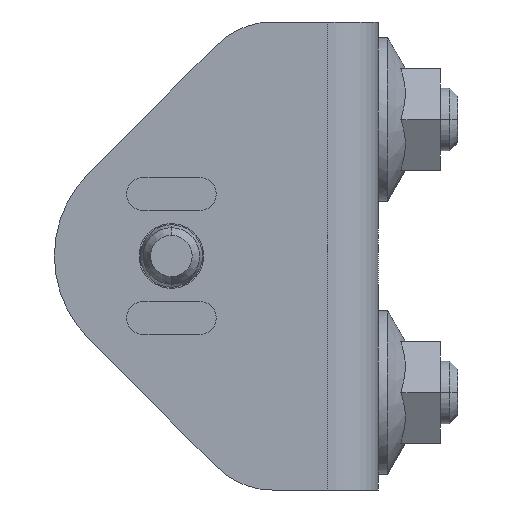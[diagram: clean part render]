
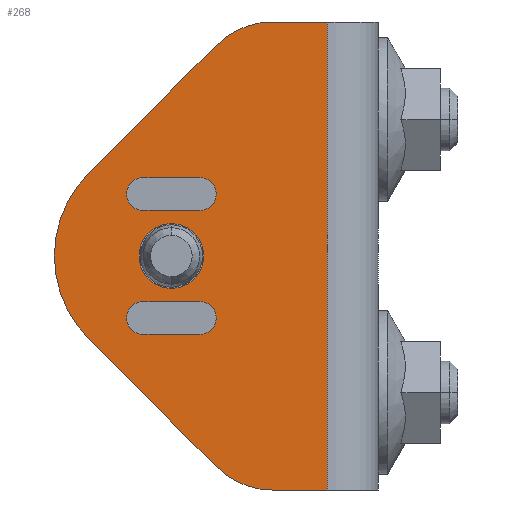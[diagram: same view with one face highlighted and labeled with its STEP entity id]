
A CAD part, left-side view. The second image highlights one B-rep face of the part: STEP entity #268.
In plain terms, the highlighted planar face has unit normal (-1, 0, 0).
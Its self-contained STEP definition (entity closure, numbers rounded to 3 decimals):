
#268=ADVANCED_FACE('NONE',(#649,#650,#651,#652),#653,.T.);
#649=FACE_OUTER_BOUND('',#1150,.T.);
#650=FACE_BOUND('',#1151,.T.);
#651=FACE_BOUND('',#1152,.T.);
#652=FACE_BOUND('',#1153,.T.);
#653=PLANE('',#1154);
#1150=EDGE_LOOP('',(#1897,#1898,#1899,#1900,#1901,#1902,#1903,#1904,#1905));
#1151=EDGE_LOOP('',(#1906,#1907));
#1152=EDGE_LOOP('',(#1908,#1909,#1910,#1911,#1912,#1913));
#1153=EDGE_LOOP('',(#1914,#1915,#1916,#1917,#1918,#1919));
#1154=AXIS2_PLACEMENT_3D('',#1920,#1921,#1922);
#1897=ORIENTED_EDGE('',*,*,#3158,.T.);
#1898=ORIENTED_EDGE('',*,*,#3169,.F.);
#1899=ORIENTED_EDGE('',*,*,#3170,.F.);
#1900=ORIENTED_EDGE('',*,*,#3171,.F.);
#1901=ORIENTED_EDGE('',*,*,#3172,.T.);
#1902=ORIENTED_EDGE('',*,*,#3166,.T.);
#1903=ORIENTED_EDGE('',*,*,#3163,.T.);
#1904=ORIENTED_EDGE('',*,*,#3001,.T.);
#1905=ORIENTED_EDGE('',*,*,#3161,.T.);
#1906=ORIENTED_EDGE('',*,*,#3154,.T.);
#1907=ORIENTED_EDGE('',*,*,#3074,.T.);
#1908=ORIENTED_EDGE('',*,*,#3134,.T.);
#1909=ORIENTED_EDGE('',*,*,#3136,.T.);
#1910=ORIENTED_EDGE('',*,*,#3019,.T.);
#1911=ORIENTED_EDGE('',*,*,#3129,.T.);
#1912=ORIENTED_EDGE('',*,*,#3131,.T.);
#1913=ORIENTED_EDGE('',*,*,#3088,.T.);
#1914=ORIENTED_EDGE('',*,*,#3124,.T.);
#1915=ORIENTED_EDGE('',*,*,#3093,.T.);
#1916=ORIENTED_EDGE('',*,*,#3126,.T.);
#1917=ORIENTED_EDGE('',*,*,#3118,.T.);
#1918=ORIENTED_EDGE('',*,*,#3024,.T.);
#1919=ORIENTED_EDGE('',*,*,#3122,.T.);
#1920=CARTESIAN_POINT('',(0.0,-26.5,30.0));
#1921=DIRECTION('',(-1.0,0.,0.));
#1922=DIRECTION('',(0.,1.0,0.0));
#3001=EDGE_CURVE('NONE',#3592,#3589,#3593,.T.);
#3019=EDGE_CURVE('NONE',#3619,#3623,#3625,.T.);
#3024=EDGE_CURVE('NONE',#3628,#3632,#3634,.T.);
#3074=EDGE_CURVE('NONE',#3725,#3726,#3727,.T.);
#3088=EDGE_CURVE('NONE',#3748,#3749,#3750,.T.);
#3093=EDGE_CURVE('NONE',#3757,#3758,#3759,.T.);
#3118=EDGE_CURVE('NONE',#3794,#3628,#3795,.T.);
#3122=EDGE_CURVE('NONE',#3632,#3798,#3800,.T.);
#3124=EDGE_CURVE('NONE',#3798,#3757,#3802,.T.);
#3126=EDGE_CURVE('NONE',#3758,#3794,#3804,.T.);
#3129=EDGE_CURVE('NONE',#3623,#3806,#3808,.T.);
#3131=EDGE_CURVE('NONE',#3806,#3748,#3810,.T.);
#3134=EDGE_CURVE('NONE',#3749,#3812,#3814,.T.);
#3136=EDGE_CURVE('NONE',#3812,#3619,#3816,.T.);
#3154=EDGE_CURVE('NONE',#3726,#3725,#3836,.T.);
#3158=EDGE_CURVE('NONE',#3841,#3839,#3842,.T.);
#3161=EDGE_CURVE('NONE',#3589,#3841,#3845,.T.);
#3163=EDGE_CURVE('NONE',#3847,#3592,#3848,.T.);
#3166=EDGE_CURVE('NONE',#3851,#3847,#3852,.T.);
#3169=EDGE_CURVE('NONE',#3855,#3839,#3856,.T.);
#3170=EDGE_CURVE('NONE',#3857,#3855,#3858,.T.);
#3171=EDGE_CURVE('NONE',#3859,#3857,#3860,.T.);
#3172=EDGE_CURVE('NONE',#3859,#3851,#3861,.T.);
#3589=VERTEX_POINT('',#4438);
#3592=VERTEX_POINT('NONE',#4442);
#3593=CIRCLE('',#4443,15.0);
#3619=VERTEX_POINT('',#4474);
#3623=VERTEX_POINT('NONE',#4479);
#3625=CIRCLE('',#4482,2.1);
#3628=VERTEX_POINT('',#4485);
#3632=VERTEX_POINT('NONE',#4490);
#3634=CIRCLE('',#4493,2.1);
#3725=VERTEX_POINT('NONE',#4605);
#3726=VERTEX_POINT('NONE',#4606);
#3727=CIRCLE('',#4607,4.15);
#3748=VERTEX_POINT('NONE',#4634);
#3749=VERTEX_POINT('NONE',#4635);
#3750=CIRCLE('',#4636,2.1);
#3757=VERTEX_POINT('NONE',#4645);
#3758=VERTEX_POINT('NONE',#4646);
#3759=CIRCLE('',#4647,2.1);
#3794=VERTEX_POINT('NONE',#4692);
#3795=CIRCLE('',#4693,2.1);
#3798=VERTEX_POINT('NONE',#4697);
#3800=LINE('',#4700,#4701);
#3802=CIRCLE('',#4703,2.1);
#3804=LINE('',#4705,#4706);
#3806=VERTEX_POINT('NONE',#4708);
#3808=LINE('',#4711,#4712);
#3810=CIRCLE('',#4714,2.1);
#3812=VERTEX_POINT('NONE',#4716);
#3814=LINE('',#4719,#4720);
#3816=CIRCLE('',#4722,2.1);
#3836=CIRCLE('',#4748,4.15);
#3839=VERTEX_POINT('NONE',#4751);
#3841=VERTEX_POINT('NONE',#4754);
#3842=LINE('',#4755,#4756);
#3845=CIRCLE('',#4760,15.0);
#3847=VERTEX_POINT('NONE',#4762);
#3848=LINE('',#4763,#4764);
#3851=VERTEX_POINT('NONE',#4768);
#3852=CIRCLE('',#4769,10.0);
#3855=VERTEX_POINT('NONE',#4773);
#3856=CIRCLE('',#4774,10.0);
#3857=VERTEX_POINT('NONE',#4775);
#3858=LINE('',#4776,#4777);
#3859=VERTEX_POINT('NONE',#4778);
#3860=LINE('',#4779,#4780);
#3861=LINE('',#4781,#4782);
#4438=CARTESIAN_POINT('',(0.,15.0,0.));
#4442=CARTESIAN_POINT('',(0.,10.607,10.607));
#4443=AXIS2_PLACEMENT_3D('',#5679,#5680,#5681);
#4474=CARTESIAN_POINT('',(0.,5.75,-7.95));
#4479=CARTESIAN_POINT('',(0.,3.65,-5.85));
#4482=AXIS2_PLACEMENT_3D('',#5710,#5711,#5712);
#4485=CARTESIAN_POINT('',(0.,5.75,7.95));
#4490=CARTESIAN_POINT('',(0.,3.65,10.05));
#4493=AXIS2_PLACEMENT_3D('',#5718,#5719,#5720);
#4605=CARTESIAN_POINT('',(0.,-4.15,0.));
#4606=CARTESIAN_POINT('',(0.,4.15,0.0));
#4607=AXIS2_PLACEMENT_3D('',#5811,#5812,#5813);
#4634=CARTESIAN_POINT('',(0.,-5.75,-7.95));
#4635=CARTESIAN_POINT('',(0.,-3.65,-10.05));
#4636=AXIS2_PLACEMENT_3D('',#5832,#5833,#5834);
#4645=CARTESIAN_POINT('',(0.,-5.75,7.95));
#4646=CARTESIAN_POINT('',(0.,-3.65,5.85));
#4647=AXIS2_PLACEMENT_3D('',#5840,#5841,#5842);
#4692=CARTESIAN_POINT('',(0.,3.65,5.85));
#4693=AXIS2_PLACEMENT_3D('',#5880,#5881,#5882);
#4697=CARTESIAN_POINT('',(0.,-3.65,10.05));
#4700=CARTESIAN_POINT('',(0.,-26.5,10.05));
#4701=VECTOR('',#5885,1000.0);
#4703=AXIS2_PLACEMENT_3D('',#5886,#5887,#5888);
#4705=CARTESIAN_POINT('',(0.,-26.5,5.85));
#4706=VECTOR('',#5889,1000.0);
#4708=CARTESIAN_POINT('',(0.,-3.65,-5.85));
#4711=CARTESIAN_POINT('',(0.,-26.5,-5.85));
#4712=VECTOR('',#5891,1000.0);
#4714=AXIS2_PLACEMENT_3D('',#5892,#5893,#5894);
#4716=CARTESIAN_POINT('',(0.,3.65,-10.05));
#4719=CARTESIAN_POINT('',(0.,-26.5,-10.05));
#4720=VECTOR('',#5896,1000.0);
#4722=AXIS2_PLACEMENT_3D('',#5897,#5898,#5899);
#4748=AXIS2_PLACEMENT_3D('',#5912,#5913,#5914);
#4751=CARTESIAN_POINT('',(0.,-5.858,-27.071));
#4754=CARTESIAN_POINT('',(0.,10.607,-10.607));
#4755=CARTESIAN_POINT('',(0.,10.607,-10.607));
#4756=VECTOR('',#5919,1000.0);
#4760=AXIS2_PLACEMENT_3D('',#5921,#5922,#5923);
#4762=CARTESIAN_POINT('',(0.,-5.858,27.071));
#4763=CARTESIAN_POINT('',(0.,-5.858,27.071));
#4764=VECTOR('',#5924,1000.0);
#4768=CARTESIAN_POINT('',(0.,-12.929,30.0));
#4769=AXIS2_PLACEMENT_3D('',#5926,#5927,#5928);
#4773=CARTESIAN_POINT('',(0.0,-12.929,-30.0));
#4774=AXIS2_PLACEMENT_3D('',#5930,#5931,#5932);
#4775=CARTESIAN_POINT('',(0.,-20.0,-30.0));
#4776=CARTESIAN_POINT('',(0.0,0.0,-30.0));
#4777=VECTOR('',#5933,1000.0);
#4778=CARTESIAN_POINT('',(0.,-20.0,30.0));
#4779=CARTESIAN_POINT('',(0.,-20.0,-30.156));
#4780=VECTOR('',#5934,1000.0);
#4781=CARTESIAN_POINT('',(0.0,0.0,30.0));
#4782=VECTOR('',#5935,1000.0);
#5679=CARTESIAN_POINT('',(0.,0.,0.));
#5680=DIRECTION('',(-1.0,0.,0.));
#5681=DIRECTION('',(0.,-1.0,0.0));
#5710=CARTESIAN_POINT('',(0.,3.65,-7.95));
#5711=DIRECTION('',(1.0,0.,0.));
#5712=DIRECTION('',(0.,-1.0,0.0));
#5718=CARTESIAN_POINT('',(0.,3.65,7.95));
#5719=DIRECTION('',(1.0,0.,0.));
#5720=DIRECTION('',(0.,-1.0,0.0));
#5811=CARTESIAN_POINT('',(0.0,0.,0.0));
#5812=DIRECTION('',(1.0,0.,0.));
#5813=DIRECTION('',(0.,1.0,0.0));
#5832=CARTESIAN_POINT('',(0.,-3.65,-7.95));
#5833=DIRECTION('',(1.0,0.,0.));
#5834=DIRECTION('',(0.,-1.0,0.0));
#5840=CARTESIAN_POINT('',(0.,-3.65,7.95));
#5841=DIRECTION('',(1.0,0.,0.));
#5842=DIRECTION('',(0.,-1.0,0.0));
#5880=CARTESIAN_POINT('',(0.,3.65,7.95));
#5881=DIRECTION('',(1.0,0.,0.));
#5882=DIRECTION('',(0.,-1.0,0.0));
#5885=DIRECTION('',(0.,-1.0,0.0));
#5886=CARTESIAN_POINT('',(0.,-3.65,7.95));
#5887=DIRECTION('',(1.0,0.,0.));
#5888=DIRECTION('',(0.,-1.0,0.));
#5889=DIRECTION('',(0.,1.0,0.0));
#5891=DIRECTION('',(0.,-1.0,0.0));
#5892=CARTESIAN_POINT('',(0.,-3.65,-7.95));
#5893=DIRECTION('',(1.0,0.,0.));
#5894=DIRECTION('',(0.,-1.0,0.0));
#5896=DIRECTION('',(0.,1.0,0.0));
#5897=CARTESIAN_POINT('',(0.,3.65,-7.95));
#5898=DIRECTION('',(1.0,0.,0.));
#5899=DIRECTION('',(0.,-1.0,0.0));
#5912=CARTESIAN_POINT('',(0.0,0.,0.0));
#5913=DIRECTION('',(1.0,0.,0.));
#5914=DIRECTION('',(0.,1.0,0.0));
#5919=DIRECTION('',(0.,-0.707,-0.707));
#5921=CARTESIAN_POINT('',(0.,0.,0.));
#5922=DIRECTION('',(-1.0,0.,0.));
#5923=DIRECTION('',(0.,-1.0,0.0));
#5924=DIRECTION('',(0.,0.707,-0.707));
#5926=CARTESIAN_POINT('',(0.,-12.929,20.0));
#5927=DIRECTION('',(-1.0,0.,0.));
#5928=DIRECTION('',(0.,-1.0,0.0));
#5930=CARTESIAN_POINT('',(0.0,-12.929,-20.0));
#5931=DIRECTION('',(1.0,0.,0.));
#5932=DIRECTION('',(0.,1.0,0.0));
#5933=DIRECTION('',(0.0,1.0,0.));
#5934=DIRECTION('',(0.0,0.,-1.0));
#5935=DIRECTION('',(0.0,1.0,0.));
